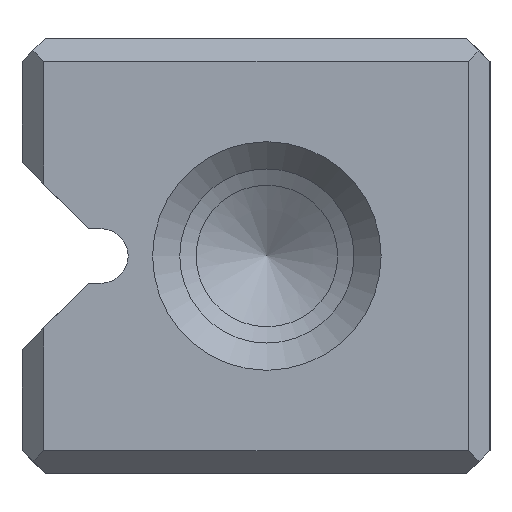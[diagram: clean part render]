
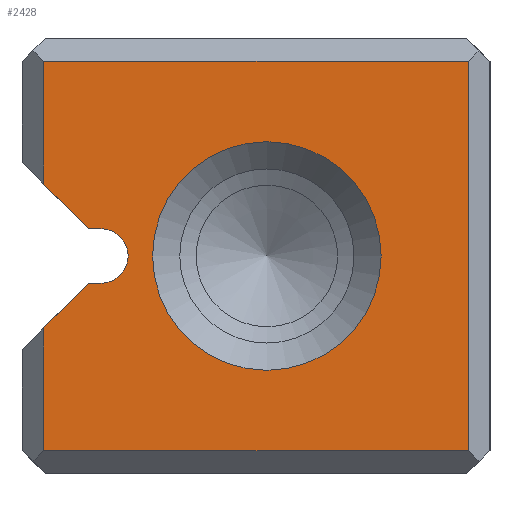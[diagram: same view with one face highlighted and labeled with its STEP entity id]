
A CAD part, left-side view. The second image highlights one B-rep face of the part: STEP entity #2428.
In plain terms, the highlighted planar face has unit normal (-1, 0, 0).
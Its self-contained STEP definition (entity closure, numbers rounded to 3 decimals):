
#2428=ADVANCED_FACE('',(#3037,#3038),#2763,.T.);
#2763=PLANE('',#8172);
#2988=CIRCLE('',#8170,2.1);
#2989=CIRCLE('',#8171,0.5);
#3037=FACE_BOUND('',#3127,.T.);
#3038=FACE_BOUND('',#3128,.T.);
#3127=EDGE_LOOP('',(#3911));
#3128=EDGE_LOOP('',(#3912,#3913,#3914,#3915,#3916,#3917,#3918,#3919,#3920,
#3921));
#3911=ORIENTED_EDGE('',*,*,#6223,.T.);
#3912=ORIENTED_EDGE('',*,*,#6224,.T.);
#3913=ORIENTED_EDGE('',*,*,#6225,.T.);
#3914=ORIENTED_EDGE('',*,*,#6226,.T.);
#3915=ORIENTED_EDGE('',*,*,#6227,.T.);
#3916=ORIENTED_EDGE('',*,*,#6228,.T.);
#3917=ORIENTED_EDGE('',*,*,#6229,.T.);
#3918=ORIENTED_EDGE('',*,*,#6230,.T.);
#3919=ORIENTED_EDGE('',*,*,#6231,.F.);
#3920=ORIENTED_EDGE('',*,*,#6232,.F.);
#3921=ORIENTED_EDGE('',*,*,#6233,.T.);
#5637=VERTEX_POINT('',#10359);
#5638=VERTEX_POINT('',#10361);
#5639=VERTEX_POINT('',#10362);
#5640=VERTEX_POINT('',#10364);
#5641=VERTEX_POINT('',#10366);
#5642=VERTEX_POINT('',#10368);
#5643=VERTEX_POINT('',#10370);
#5644=VERTEX_POINT('',#10372);
#5645=VERTEX_POINT('',#10374);
#5646=VERTEX_POINT('',#10376);
#5647=VERTEX_POINT('',#10378);
#6223=EDGE_CURVE('',#5637,#5637,#2988,.T.);
#6224=EDGE_CURVE('',#5638,#5639,#7009,.T.);
#6225=EDGE_CURVE('',#5639,#5640,#7010,.T.);
#6226=EDGE_CURVE('',#5640,#5641,#7011,.T.);
#6227=EDGE_CURVE('',#5641,#5642,#7012,.T.);
#6228=EDGE_CURVE('',#5642,#5643,#7013,.T.);
#6229=EDGE_CURVE('',#5643,#5644,#7014,.T.);
#6230=EDGE_CURVE('',#5644,#5645,#2989,.T.);
#6231=EDGE_CURVE('',#5646,#5645,#7015,.T.);
#6232=EDGE_CURVE('',#5647,#5646,#7016,.T.);
#6233=EDGE_CURVE('',#5647,#5638,#7017,.T.);
#7009=LINE('',#10360,#7669);
#7010=LINE('',#10363,#7670);
#7011=LINE('',#10365,#7671);
#7012=LINE('',#10367,#7672);
#7013=LINE('',#10369,#7673);
#7014=LINE('',#10371,#7674);
#7015=LINE('',#10375,#7675);
#7016=LINE('',#10377,#7676);
#7017=LINE('',#10379,#7677);
#7669=VECTOR('',#8613,1.);
#7670=VECTOR('',#8614,1.);
#7671=VECTOR('',#8615,1.);
#7672=VECTOR('',#8616,1.);
#7673=VECTOR('',#8617,1.);
#7674=VECTOR('',#8618,1.);
#7675=VECTOR('',#8621,1.);
#7676=VECTOR('',#8622,1.);
#7677=VECTOR('',#8623,1.);
#8170=AXIS2_PLACEMENT_3D('',#10358,#8611,#8612);
#8171=AXIS2_PLACEMENT_3D('',#10373,#8619,#8620);
#8172=AXIS2_PLACEMENT_3D('',#10380,#8624,#8625);
#8611=DIRECTION('',(1.,0.,0.));
#8612=DIRECTION('',(0.,0.,-1.));
#8613=DIRECTION('',(0.,-1.,0.));
#8614=DIRECTION('',(0.,0.,1.));
#8615=DIRECTION('',(0.,1.,0.));
#8616=DIRECTION('',(0.,0.,-1.));
#8617=DIRECTION('',(0.,-0.707,-0.707));
#8618=DIRECTION('',(0.,-1.,0.));
#8619=DIRECTION('',(1.,0.,0.));
#8620=DIRECTION('',(0.,0.,1.));
#8621=DIRECTION('',(0.,-1.,0.));
#8622=DIRECTION('',(0.,-0.707,0.707));
#8623=DIRECTION('',(0.,0.,-1.));
#8624=DIRECTION('',(-1.,0.,0.));
#8625=DIRECTION('',(0.,0.,-1.));
#10358=CARTESIAN_POINT('',(0.,4.1,4.));
#10359=CARTESIAN_POINT('',(0.,4.1,1.9));
#10360=CARTESIAN_POINT('',(0.,4.3,0.425));
#10361=CARTESIAN_POINT('',(0.,8.2,0.425));
#10362=CARTESIAN_POINT('',(0.,0.4,0.425));
#10363=CARTESIAN_POINT('',(0.,0.4,0.));
#10364=CARTESIAN_POINT('',(0.,0.4,7.575));
#10365=CARTESIAN_POINT('',(0.,4.3,7.575));
#10366=CARTESIAN_POINT('',(0.,8.2,7.575));
#10367=CARTESIAN_POINT('',(0.,8.2,0.));
#10368=CARTESIAN_POINT('',(0.,8.2,5.321));
#10369=CARTESIAN_POINT('',(0.,8.6,5.721));
#10370=CARTESIAN_POINT('',(0.,7.379,4.5));
#10371=CARTESIAN_POINT('',(0.,6.65,4.5));
#10372=CARTESIAN_POINT('',(0.,7.15,4.5));
#10373=CARTESIAN_POINT('',(0.,7.15,4.));
#10374=CARTESIAN_POINT('',(0.,7.15,3.5));
#10375=CARTESIAN_POINT('',(0.,6.65,3.5));
#10376=CARTESIAN_POINT('',(0.,7.379,3.5));
#10377=CARTESIAN_POINT('',(0.,8.6,2.279));
#10378=CARTESIAN_POINT('',(0.,8.2,2.679));
#10379=CARTESIAN_POINT('',(0.,8.2,0.));
#10380=CARTESIAN_POINT('',(0.,4.3,0.));
